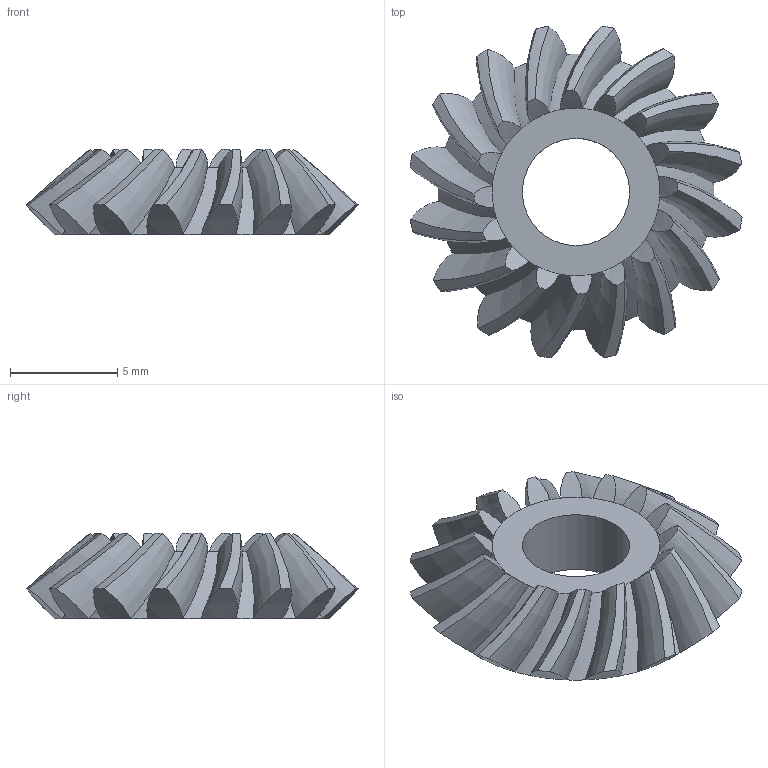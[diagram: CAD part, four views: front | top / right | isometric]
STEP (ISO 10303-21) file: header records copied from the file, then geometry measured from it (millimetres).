
FILE_DESCRIPTION(/* description */ (''),/* implementation_level */ '2;1');
FILE_NAME(/* name */ 'Bevel Gear.STEP',/* time_stamp */ '2016-12-15T16:59:19-05:00',/* author */ ('Samanth'),/* organization */ (''),/* preprocessor_version */ 'ST-DEVELOPER v16.5',/* originating_system */ 'Autodesk Inventor 2017',/* authorisation */ '');
FILE_SCHEMA (('AUTOMOTIVE_DESIGN { 1 0 10303 214 3 1 1 }'));
Length unit declared in the file: millimetre
Products named in the file (1): Bevel Gear2
Bounding box: 15.49 x 15.49 x 3.98 mm (x, y, z)
Volume: 320.1 mm3; surface area: 552.5 mm2
Topology: 1 solids, 1 shells, 99 faces, 227 edges, 130 vertices
Faces by surface type: cone 64, bspline 32, plane 2, cylinder 1
Full cylindrical faces by diameter (mm): 5 x1
Entity records: 4407 total; most frequent: CARTESIAN_POINT 2439, ORIENTED_EDGE 452, DIRECTION 332, EDGE_CURVE 226, AXIS2_PLACEMENT_3D 166, VERTEX_POINT 130, B_SPLINE_CURVE_WITH_KNOTS 128, EDGE_LOOP 102
